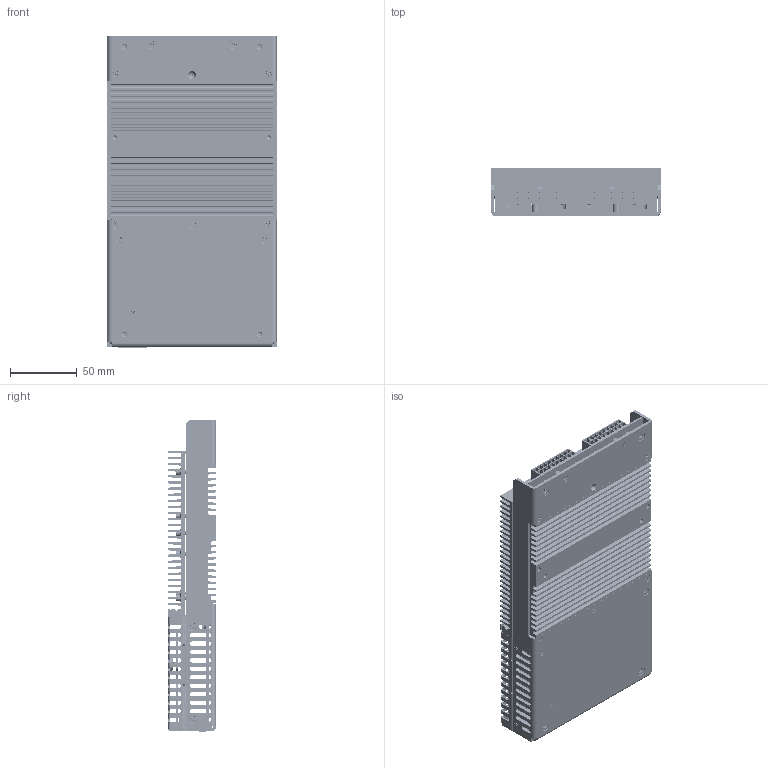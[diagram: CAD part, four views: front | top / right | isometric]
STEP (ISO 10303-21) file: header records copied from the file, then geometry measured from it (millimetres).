
FILE_DESCRIPTION (( 'STEP AP203' ), '1' );
FILE_NAME ('10-130140M-3Output_step.STEP', '2010-11-02T18:51:55', ( '' ), ( '' ), 'SwSTEP 2.0', 'SolidWorks 2010', '' );
FILE_SCHEMA (( 'CONFIG_CONTROL_DESIGN' ));
Products named in the file (1): 10-130140M-3Output_step
Bounding box: 127 x 35.76 x 234.45 mm (x, y, z)
Volume: 348328.6 mm3; surface area: 341761.2 mm2
Topology: 60 solids, 60 shells, 6334 faces, 15600 edges, 9513 vertices
Faces by surface type: plane 2560, cylinder 1930, cone 1792, bspline 52
Entity records: 187500 total; most frequent: CARTESIAN_POINT 35163, DIRECTION 32790, ORIENTED_EDGE 31120, EDGE_CURVE 15560, AXIS2_PLACEMENT_3D 11450, VECTOR 9890, LINE 9890, VERTEX_POINT 9513
